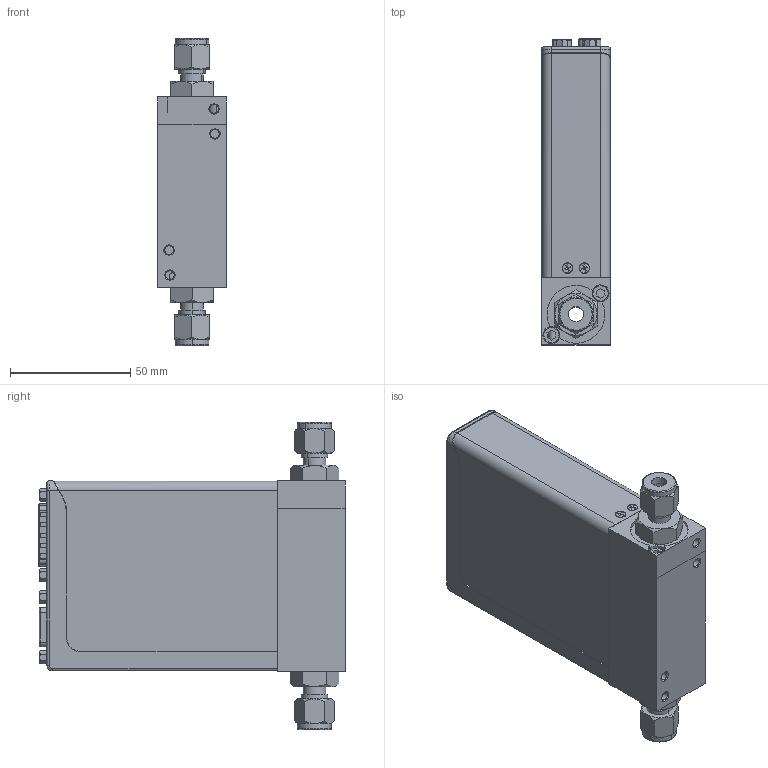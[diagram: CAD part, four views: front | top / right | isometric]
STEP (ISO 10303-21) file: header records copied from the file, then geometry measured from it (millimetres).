
FILE_DESCRIPTION (( 'STEP AP203' ), '1' );
FILE_NAME ('GF040-T2-P5.STEP', '2018-11-21T14:42:40', ( 'mrutkowski' ), ( 'Hewlett-Packard Company' ), 'SwSTEP 2.0', 'SolidWorks 2017', '' );
FILE_SCHEMA (( 'CONFIG_CONTROL_DESIGN' ));
Length unit declared in the file: inch
Products named in the file (1): GF040-T2-P5
Bounding box: 28.57 x 127.1 x 127.51 mm (x, y, z)
Surface area: 46492.7 mm2 (no closed solid volume)
Topology: 0 solids, 36 shells, 605 faces, 1848 edges, 1284 vertices
Faces by surface type: plane 247, cylinder 192, cone 110, torus 30, bspline 26
Entity records: 23389 total; most frequent: CARTESIAN_POINT 7282, DIRECTION 3280, ORIENTED_EDGE 3018, EDGE_CURVE 1848, VERTEX_POINT 1284, AXIS2_PLACEMENT_3D 1158, VECTOR 964, LINE 964
